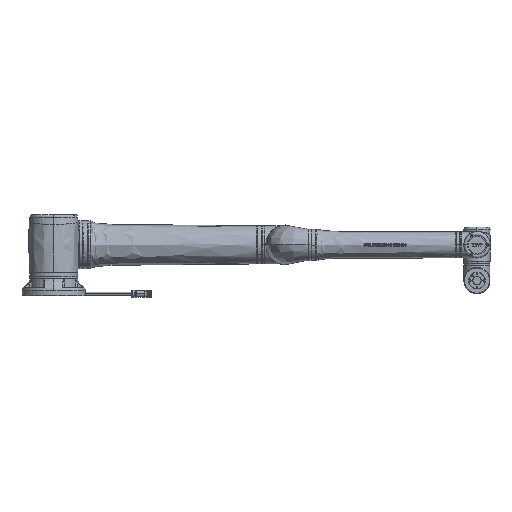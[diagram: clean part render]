
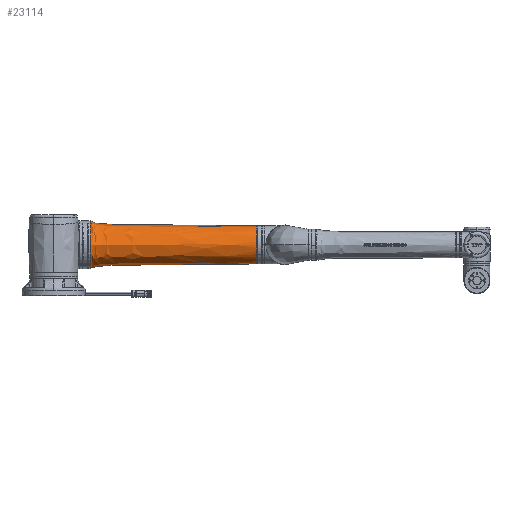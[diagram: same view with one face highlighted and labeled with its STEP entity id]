
A CAD part, front view. The second image highlights one B-rep face of the part: STEP entity #23114.
In plain terms, the highlighted free-form (B-spline) face has degree [5, 3] with [6, 4] control points.
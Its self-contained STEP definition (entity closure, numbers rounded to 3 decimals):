
#714 = CARTESIAN_POINT ( 'NONE',  ( 0., 40., 0. ) ) ;
#933 = CARTESIAN_POINT ( 'NONE',  ( 74.011, 141.376, 0.742 ) ) ;
#2289 = CARTESIAN_POINT ( 'NONE',  ( -85.957, 122.454, 167.687 ) ) ;
#2643 = CARTESIAN_POINT ( 'NONE',  ( -92.995, 40., -0.933 ) ) ;
#3392 = CARTESIAN_POINT ( 'NONE',  ( -84.266, 122.454, -0.845 ) ) ;
#4782 = VERTEX_POINT ( 'NONE', #65167 ) ;
#4996 = CARTESIAN_POINT ( 'NONE',  ( -71.276, 56.917, -0.715 ) ) ;
#5360 = CARTESIAN_POINT ( 'NONE',  ( -84.266, 122.454, -0.845 ) ) ;
#5472 = VERTEX_POINT ( 'NONE', #67986 ) ;
#6972 = VERTEX_POINT ( 'NONE', #32924 ) ;
#11891 = EDGE_CURVE ( 'NONE', #38806, #61633, #87448, .T. ) ;
#12041 = CARTESIAN_POINT ( 'NONE',  ( -92.995, 48.762, -0.933 ) ) ;
#12828 = AXIS2_PLACEMENT_3D ( 'NONE', #19299, #44533, #104613 ) ;
#13634 = CARTESIAN_POINT ( 'NONE',  ( -92.995, 48.762, -0.933 ) ) ;
#16728 = DIRECTION ( 'NONE',  ( 0., -1., 0. ) ) ;
#17998 = EDGE_CURVE ( 'NONE', #6972, #95327, #63517, .T. ) ;
#18176 = CARTESIAN_POINT ( 'NONE',  ( 92.995, 40., 0.933 ) ) ;
#18540 = CARTESIAN_POINT ( 'NONE',  ( 92.995, 48.762, 0.933 ) ) ;
#19299 = CARTESIAN_POINT ( 'NONE',  ( 0., 687., 0. ) ) ;
#19883 = CARTESIAN_POINT ( 'NONE',  ( -71.276, 56.917, -0.715 ) ) ;
#23114 = ADVANCED_FACE ( 'NONE', ( #73758 ), #76196, .F. ) ;
#23348 = CARTESIAN_POINT ( 'NONE',  ( -73.996, 687., -0.742 ) ) ;
#23527 = DIRECTION ( 'NONE',  ( 0., -1., 0. ) ) ;
#23913 = CARTESIAN_POINT ( 'NONE',  ( 0., 40., 0. ) ) ;
#25388 = DIRECTION ( 'NONE',  ( 0.01, 0., -1. ) ) ;
#26843 = ORIENTED_EDGE ( 'NONE', *, *, #75987, .T. ) ;
#28587 = CARTESIAN_POINT ( 'NONE',  ( 91.13, 48.762, 186.923 ) ) ;
#29356 = CARTESIAN_POINT ( 'NONE',  ( -73.996, 687., -0.742 ) ) ;
#30926 = CIRCLE ( 'NONE', #12828, 74. ) ;
#31284 = CARTESIAN_POINT ( 'NONE',  ( -92.995, 40., -0.933 ) ) ;
#31870 = EDGE_CURVE ( 'NONE', #38806, #5472, #51971, .T. ) ;
#32924 = CARTESIAN_POINT ( 'NONE',  ( -0.933, 40., 92.995 ) ) ;
#36191 = AXIS2_PLACEMENT_3D ( 'NONE', #714, #95787, #69860 ) ;
#36457 = B_SPLINE_CURVE_WITH_KNOTS ( 'NONE', 5,
 ( #23348, #109051, #5360, #4996, #13634, #31284 ),
 .UNSPECIFIED., .F., .F.,
 ( 6, 6 ),
 ( 0., 1. ),
 .UNSPECIFIED. ) ;
#37600 = CARTESIAN_POINT ( 'NONE',  ( 92.995, 48.762, 0.933 ) ) ;
#37966 = CARTESIAN_POINT ( 'NONE',  ( 72.527, 141.376, 148.765 ) ) ;
#38806 = VERTEX_POINT ( 'NONE', #75907 ) ;
#39878 = ORIENTED_EDGE ( 'NONE', *, *, #17998, .F. ) ;
#44533 = DIRECTION ( 'NONE',  ( 0., -1., 0. ) ) ;
#45262 = CARTESIAN_POINT ( 'NONE',  ( 84.266, 122.454, 0.845 ) ) ;
#45867 = CARTESIAN_POINT ( 'NONE',  ( 74.011, 141.376, 0.742 ) ) ;
#46239 = CARTESIAN_POINT ( 'NONE',  ( 91.13, 40., 186.923 ) ) ;
#48111 = ORIENTED_EDGE ( 'NONE', *, *, #11891, .F. ) ;
#49131 = CARTESIAN_POINT ( 'NONE',  ( -92.995, 40., -0.933 ) ) ;
#51971 = CIRCLE ( 'NONE', #72113, 74. ) ;
#53126 = CARTESIAN_POINT ( 'NONE',  ( 73.996, 687., 0.742 ) ) ;
#54854 = CARTESIAN_POINT ( 'NONE',  ( 72.512, 687., 148.735 ) ) ;
#55219 = CARTESIAN_POINT ( 'NONE',  ( 92.995, 40., 0.933 ) ) ;
#61050 = CARTESIAN_POINT ( 'NONE',  ( 71.276, 56.917, 0.715 ) ) ;
#61633 = VERTEX_POINT ( 'NONE', #111241 ) ;
#63512 = CARTESIAN_POINT ( 'NONE',  ( 82.576, 122.454, 169.377 ) ) ;
#63517 = CIRCLE ( 'NONE', #36191, 93. ) ;
#65167 = CARTESIAN_POINT ( 'NONE',  ( -73.996, 687., -0.742 ) ) ;
#65724 = EDGE_CURVE ( 'NONE', #4782, #95327, #36457, .T. ) ;
#67986 = CARTESIAN_POINT ( 'NONE',  ( -0.742, 687., 73.996 ) ) ;
#68053 = ORIENTED_EDGE ( 'NONE', *, *, #65724, .T. ) ;
#68606 = CARTESIAN_POINT ( 'NONE',  ( 0., 687., 0. ) ) ;
#69860 = DIRECTION ( 'NONE',  ( 0.01, 0., -1. ) ) ;
#72041 = EDGE_CURVE ( 'NONE', #61633, #6972, #104677, .T. ) ;
#72113 = AXIS2_PLACEMENT_3D ( 'NONE', #68606, #16728, #25388 ) ;
#72179 = CARTESIAN_POINT ( 'NONE',  ( -94.861, 40., 185.058 ) ) ;
#73531 = EDGE_LOOP ( 'NONE', ( #48111, #80983, #26843, #68053, #39878, #108366 ) ) ;
#73758 = FACE_OUTER_BOUND ( 'NONE', #73531, .T. ) ;
#74704 = DIRECTION ( 'NONE',  ( 0.01, 0., -1. ) ) ;
#75907 = CARTESIAN_POINT ( 'NONE',  ( 73.996, 687., 0.742 ) ) ;
#75987 = EDGE_CURVE ( 'NONE', #5472, #4782, #30926, .T. ) ;
#76196 =( BOUNDED_SURFACE ( )  B_SPLINE_SURFACE ( 5, 3, ( 
 ( #95872, #54854, #80838, #29356 ),
 ( #45867, #37966, #80075, #79347 ),
 ( #105983, #63512, #2289, #3392 ),
 ( #88718, #89086, #105588, #19883 ),
 ( #37600, #28587, #97749, #12041 ),
 ( #55219, #46239, #72179, #2643 ) ),
 .UNSPECIFIED., .F., .F., .F. ) 
 B_SPLINE_SURFACE_WITH_KNOTS ( ( 6, 6 ),
 ( 4, 4 ),
 ( 0., 1. ),
 ( 0., 1. ),
 .UNSPECIFIED. ) 
 GEOMETRIC_REPRESENTATION_ITEM ( )  RATIONAL_B_SPLINE_SURFACE ( (
 ( 1., 0.333, 0.333, 1.),
 ( 1., 0.333, 0.333, 1.),
 ( 1., 0.333, 0.333, 1.),
 ( 1., 0.333, 0.333, 1.),
 ( 1., 0.333, 0.333, 1.),
 ( 1., 0.333, 0.333, 1.) ) ) 
 REPRESENTATION_ITEM ( '' )  SURFACE ( )  );
#76567 = AXIS2_PLACEMENT_3D ( 'NONE', #23913, #23527, #74704 ) ;
#79347 = CARTESIAN_POINT ( 'NONE',  ( -74.011, 141.376, -0.742 ) ) ;
#80075 = CARTESIAN_POINT ( 'NONE',  ( -75.496, 141.376, 147.28 ) ) ;
#80838 = CARTESIAN_POINT ( 'NONE',  ( -75.481, 687., 147.25 ) ) ;
#80983 = ORIENTED_EDGE ( 'NONE', *, *, #31870, .T. ) ;
#87448 = B_SPLINE_CURVE_WITH_KNOTS ( 'NONE', 5,
 ( #53126, #933, #45262, #61050, #18540, #18176 ),
 .UNSPECIFIED., .F., .F.,
 ( 6, 6 ),
 ( 0., 1. ),
 .UNSPECIFIED. ) ;
#88718 = CARTESIAN_POINT ( 'NONE',  ( 71.276, 56.917, 0.715 ) ) ;
#89086 = CARTESIAN_POINT ( 'NONE',  ( 69.846, 56.917, 143.266 ) ) ;
#95327 = VERTEX_POINT ( 'NONE', #49131 ) ;
#95787 = DIRECTION ( 'NONE',  ( 0., -1., 0. ) ) ;
#95872 = CARTESIAN_POINT ( 'NONE',  ( 73.996, 687., 0.742 ) ) ;
#97749 = CARTESIAN_POINT ( 'NONE',  ( -94.861, 48.762, 185.058 ) ) ;
#104613 = DIRECTION ( 'NONE',  ( 0.01, 0., -1. ) ) ;
#104677 = CIRCLE ( 'NONE', #76567, 93. ) ;
#105588 = CARTESIAN_POINT ( 'NONE',  ( -72.706, 56.917, 141.836 ) ) ;
#105983 = CARTESIAN_POINT ( 'NONE',  ( 84.266, 122.454, 0.845 ) ) ;
#108366 = ORIENTED_EDGE ( 'NONE', *, *, #72041, .F. ) ;
#109051 = CARTESIAN_POINT ( 'NONE',  ( -74.011, 141.376, -0.742 ) ) ;
#111241 = CARTESIAN_POINT ( 'NONE',  ( 92.995, 40., 0.933 ) ) ;
